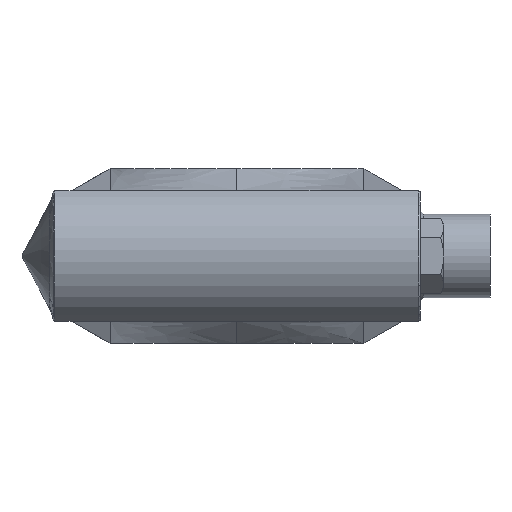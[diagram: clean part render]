
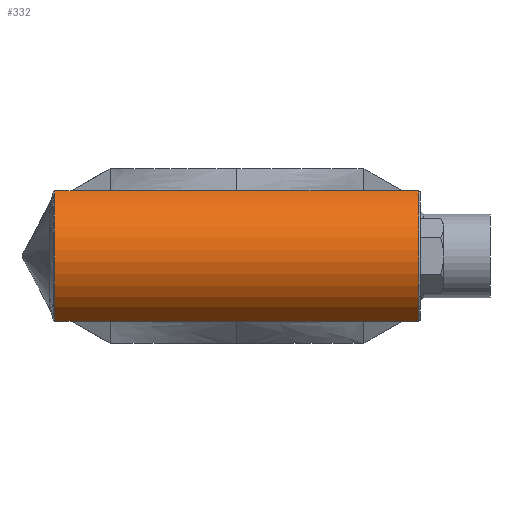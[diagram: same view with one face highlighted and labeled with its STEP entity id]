
A CAD part, left-side view. The second image highlights one B-rep face of the part: STEP entity #332.
In plain terms, the highlighted cylindrical face has radius 12.332 mm (diameter 24.664 mm), a partial arc.
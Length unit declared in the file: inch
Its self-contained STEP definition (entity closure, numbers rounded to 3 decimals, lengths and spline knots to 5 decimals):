
#56 = DIRECTION ( 'NONE',  ( 0., 1., 0. ) ) ;
#57 = CARTESIAN_POINT ( 'NONE',  ( -1.22, -0.293, -0.4375 ) ) ;
#94 = VERTEX_POINT ( 'NONE', #1920 ) ;
#107 = ORIENTED_EDGE ( 'NONE', *, *, #1302, .T. ) ;
#126 = B_SPLINE_CURVE_WITH_KNOTS ( 'NONE', 3,
 ( #2137, #1359, #1857, #203 ),
 .UNSPECIFIED., .F., .F.,
 ( 4, 4 ),
 ( 0., 1. ),
 .UNSPECIFIED. ) ;
#157 = CARTESIAN_POINT ( 'NONE',  ( -1.00949, -1.443, 0. ) ) ;
#158 = LINE ( 'NONE', #2599, #3021 ) ;
#174 = VERTEX_POINT ( 'NONE', #2511 ) ;
#185 = EDGE_CURVE ( 'NONE', #1240, #1392, #921, .T. ) ;
#203 = CARTESIAN_POINT ( 'NONE',  ( -1.22, 1.407, -0.4375 ) ) ;
#222 = DIRECTION ( 'NONE',  ( 0., 1., 0. ) ) ;
#263 = CARTESIAN_POINT ( 'NONE',  ( -1.22, -0.293, -0.4375 ) ) ;
#264 = DIRECTION ( 'NONE',  ( 0., 0., 1. ) ) ;
#288 = CARTESIAN_POINT ( 'NONE',  ( -1.22, 0.84033, 0.4375 ) ) ;
#302 = CARTESIAN_POINT ( 'NONE',  ( -1.22, -1.443, 0.4375 ) ) ;
#332 = ADVANCED_FACE ( 'NONE', ( #3594 ), #3301, .T. ) ;
#427 = DIRECTION ( 'NONE',  ( 0., -1., 0. ) ) ;
#460 = CARTESIAN_POINT ( 'NONE',  ( -1.22, 1.407, -0.4375 ) ) ;
#465 = VERTEX_POINT ( 'NONE', #3253 ) ;
#466 = VECTOR ( 'NONE', #2977, 39.37008 ) ;
#575 = CARTESIAN_POINT ( 'NONE',  ( -1.22, 1.407, 0.4375 ) ) ;
#589 = CARTESIAN_POINT ( 'NONE',  ( -1.22, -0.677, -0.4375 ) ) ;
#597 = CARTESIAN_POINT ( 'NONE',  ( -1.00949, 1.781, 0. ) ) ;
#663 = ORIENTED_EDGE ( 'NONE', *, *, #859, .T. ) ;
#678 = CARTESIAN_POINT ( 'NONE',  ( -1.22, -0.677, 0.4375 ) ) ;
#717 = CARTESIAN_POINT ( 'NONE',  ( -1.22, -0.667, -0.4375 ) ) ;
#725 = EDGE_CURVE ( 'NONE', #1788, #94, #2987, .T. ) ;
#752 = CARTESIAN_POINT ( 'NONE',  ( -1.22, 1.791, 0.4375 ) ) ;
#804 = VERTEX_POINT ( 'NONE', #1722 ) ;
#830 = DIRECTION ( 'NONE',  ( 0., 0., -1. ) ) ;
#859 = EDGE_CURVE ( 'NONE', #1574, #1240, #3066, .T. ) ;
#872 = AXIS2_PLACEMENT_3D ( 'NONE', #3542, #222, #830 ) ;
#914 = CARTESIAN_POINT ( 'NONE',  ( -1.22, 0.557, 0.4375 ) ) ;
#921 = LINE ( 'NONE', #302, #2815 ) ;
#993 = VERTEX_POINT ( 'NONE', #717 ) ;
#1000 = DIRECTION ( 'NONE',  ( 0., 0., 1. ) ) ;
#1010 = DIRECTION ( 'NONE',  ( 0., 1., 0. ) ) ;
#1111 = VERTEX_POINT ( 'NONE', #1858 ) ;
#1112 = LINE ( 'NONE', #752, #2884 ) ;
#1189 = CARTESIAN_POINT ( 'NONE',  ( -1.22, 0.27367, 0.4375 ) ) ;
#1240 = VERTEX_POINT ( 'NONE', #2014 ) ;
#1302 = EDGE_CURVE ( 'NONE', #465, #174, #2245, .T. ) ;
#1359 = CARTESIAN_POINT ( 'NONE',  ( -1.22, 0.84033, -0.4375 ) ) ;
#1376 = AXIS2_PLACEMENT_3D ( 'NONE', #157, #1010, #1000 ) ;
#1392 = VERTEX_POINT ( 'NONE', #2832 ) ;
#1399 = CARTESIAN_POINT ( 'NONE',  ( -1.22, 1.671, 0.4375 ) ) ;
#1415 = VECTOR ( 'NONE', #1761, 39.37008 ) ;
#1461 = CARTESIAN_POINT ( 'NONE',  ( -1.22, -0.00967, 0.4375 ) ) ;
#1466 = CARTESIAN_POINT ( 'NONE',  ( -1.22, 1.12367, 0.4375 ) ) ;
#1554 = EDGE_CURVE ( 'NONE', #174, #3211, #158, .T. ) ;
#1574 = VERTEX_POINT ( 'NONE', #2613 ) ;
#1578 = ORIENTED_EDGE ( 'NONE', *, *, #1863, .F. ) ;
#1581 = ORIENTED_EDGE ( 'NONE', *, *, #2443, .F. ) ;
#1651 = EDGE_LOOP ( 'NONE', ( #3419, #107, #2052, #2183, #1578, #3011, #3258, #2146, #2598, #663, #2409, #1581, #2214, #2471 ) ) ;
#1669 = CARTESIAN_POINT ( 'NONE',  ( -1.22, 0.557, -0.4375 ) ) ;
#1694 = VERTEX_POINT ( 'NONE', #460 ) ;
#1713 = EDGE_CURVE ( 'NONE', #993, #1574, #3243, .T. ) ;
#1722 = CARTESIAN_POINT ( 'NONE',  ( -1.22, -0.557, -0.4375 ) ) ;
#1730 = CARTESIAN_POINT ( 'NONE',  ( -1.22, 2.557, -0.4375 ) ) ;
#1761 = DIRECTION ( 'NONE',  ( 0., 1., 0. ) ) ;
#1783 = B_SPLINE_CURVE_WITH_KNOTS ( 'NONE', 3,
 ( #1669, #2779, #3321, #263 ),
 .UNSPECIFIED., .F., .F.,
 ( 4, 4 ),
 ( 0., 1. ),
 .UNSPECIFIED. ) ;
#1785 = EDGE_CURVE ( 'NONE', #993, #804, #2294, .T. ) ;
#1788 = VERTEX_POINT ( 'NONE', #1399 ) ;
#1857 = CARTESIAN_POINT ( 'NONE',  ( -1.22, 1.12367, -0.4375 ) ) ;
#1858 = CARTESIAN_POINT ( 'NONE',  ( -1.22, 0.557, -0.4375 ) ) ;
#1863 = EDGE_CURVE ( 'NONE', #1111, #1694, #126, .T. ) ;
#1874 = VECTOR ( 'NONE', #2279, 39.37008 ) ;
#1920 = CARTESIAN_POINT ( 'NONE',  ( -1.22, 1.407, 0.4375 ) ) ;
#1985 = EDGE_CURVE ( 'NONE', #1111, #2259, #1783, .T. ) ;
#2014 = CARTESIAN_POINT ( 'NONE',  ( -1.22, -0.557, 0.4375 ) ) ;
#2052 = ORIENTED_EDGE ( 'NONE', *, *, #1554, .T. ) ;
#2098 = VERTEX_POINT ( 'NONE', #2677 ) ;
#2137 = CARTESIAN_POINT ( 'NONE',  ( -1.22, 0.557, -0.4375 ) ) ;
#2146 = ORIENTED_EDGE ( 'NONE', *, *, #1785, .F. ) ;
#2183 = ORIENTED_EDGE ( 'NONE', *, *, #3162, .T. ) ;
#2214 = ORIENTED_EDGE ( 'NONE', *, *, #3570, .T. ) ;
#2245 = CIRCLE ( 'NONE', #2676, 0.48551 ) ;
#2250 = VECTOR ( 'NONE', #3326, 39.37008 ) ;
#2259 = VERTEX_POINT ( 'NONE', #57 ) ;
#2279 = DIRECTION ( 'NONE',  ( 0., -1., 0. ) ) ;
#2292 = CARTESIAN_POINT ( 'NONE',  ( -1.22, 1.671, -0.4375 ) ) ;
#2294 = LINE ( 'NONE', #589, #1415 ) ;
#2409 = ORIENTED_EDGE ( 'NONE', *, *, #185, .T. ) ;
#2443 = EDGE_CURVE ( 'NONE', #2098, #1392, #3456, .T. ) ;
#2471 = ORIENTED_EDGE ( 'NONE', *, *, #725, .F. ) ;
#2511 = CARTESIAN_POINT ( 'NONE',  ( -1.22, 1.781, -0.4375 ) ) ;
#2525 = CARTESIAN_POINT ( 'NONE',  ( -1.22, -1.443, -0.4375 ) ) ;
#2598 = ORIENTED_EDGE ( 'NONE', *, *, #1713, .T. ) ;
#2599 = CARTESIAN_POINT ( 'NONE',  ( -1.22, 1.791, -0.4375 ) ) ;
#2613 = CARTESIAN_POINT ( 'NONE',  ( -1.22, -0.667, 0.4375 ) ) ;
#2642 = VECTOR ( 'NONE', #3446, 39.37008 ) ;
#2676 = AXIS2_PLACEMENT_3D ( 'NONE', #597, #3596, #264 ) ;
#2677 = CARTESIAN_POINT ( 'NONE',  ( -1.22, 0.557, 0.4375 ) ) ;
#2712 = LINE ( 'NONE', #2525, #466 ) ;
#2779 = CARTESIAN_POINT ( 'NONE',  ( -1.22, 0.27367, -0.4375 ) ) ;
#2800 = CARTESIAN_POINT ( 'NONE',  ( -1.22, 0.557, 0.4375 ) ) ;
#2815 = VECTOR ( 'NONE', #56, 39.37008 ) ;
#2832 = CARTESIAN_POINT ( 'NONE',  ( -1.22, -0.293, 0.4375 ) ) ;
#2884 = VECTOR ( 'NONE', #2986, 39.37008 ) ;
#2916 = B_SPLINE_CURVE_WITH_KNOTS ( 'NONE', 3,
 ( #914, #288, #1466, #575 ),
 .UNSPECIFIED., .F., .F.,
 ( 4, 4 ),
 ( 0., 1. ),
 .UNSPECIFIED. ) ;
#2977 = DIRECTION ( 'NONE',  ( 0., 1., 0. ) ) ;
#2986 = DIRECTION ( 'NONE',  ( 0., -1., 0. ) ) ;
#2987 = LINE ( 'NONE', #3304, #2250 ) ;
#3010 = LINE ( 'NONE', #1730, #1874 ) ;
#3011 = ORIENTED_EDGE ( 'NONE', *, *, #1985, .T. ) ;
#3021 = VECTOR ( 'NONE', #427, 39.37008 ) ;
#3066 = LINE ( 'NONE', #678, #2642 ) ;
#3076 = CARTESIAN_POINT ( 'NONE',  ( -1.22, -0.293, 0.4375 ) ) ;
#3107 = EDGE_CURVE ( 'NONE', #804, #2259, #2712, .T. ) ;
#3162 = EDGE_CURVE ( 'NONE', #3211, #1694, #3010, .T. ) ;
#3211 = VERTEX_POINT ( 'NONE', #2292 ) ;
#3243 = CIRCLE ( 'NONE', #872, 0.48551 ) ;
#3253 = CARTESIAN_POINT ( 'NONE',  ( -1.22, 1.781, 0.4375 ) ) ;
#3258 = ORIENTED_EDGE ( 'NONE', *, *, #3107, .F. ) ;
#3301 = CYLINDRICAL_SURFACE ( 'NONE', #1376, 0.48551 ) ;
#3304 = CARTESIAN_POINT ( 'NONE',  ( -1.22, 2.557, 0.4375 ) ) ;
#3321 = CARTESIAN_POINT ( 'NONE',  ( -1.22, -0.00967, -0.4375 ) ) ;
#3326 = DIRECTION ( 'NONE',  ( 0., -1., 0. ) ) ;
#3419 = ORIENTED_EDGE ( 'NONE', *, *, #3444, .F. ) ;
#3444 = EDGE_CURVE ( 'NONE', #465, #1788, #1112, .T. ) ;
#3446 = DIRECTION ( 'NONE',  ( 0., 1., 0. ) ) ;
#3456 = B_SPLINE_CURVE_WITH_KNOTS ( 'NONE', 3,
 ( #2800, #1189, #1461, #3076 ),
 .UNSPECIFIED., .F., .F.,
 ( 4, 4 ),
 ( 0., 1. ),
 .UNSPECIFIED. ) ;
#3542 = CARTESIAN_POINT ( 'NONE',  ( -1.00949, -0.667, 0. ) ) ;
#3570 = EDGE_CURVE ( 'NONE', #2098, #94, #2916, .T. ) ;
#3594 = FACE_OUTER_BOUND ( 'NONE', #1651, .T. ) ;
#3596 = DIRECTION ( 'NONE',  ( 0., -1., 0. ) ) ;
